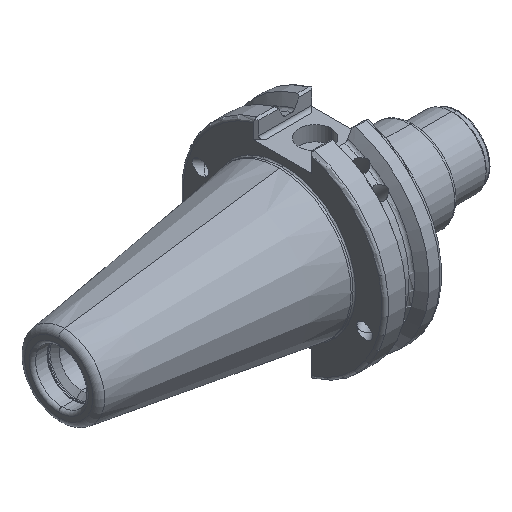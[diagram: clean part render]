
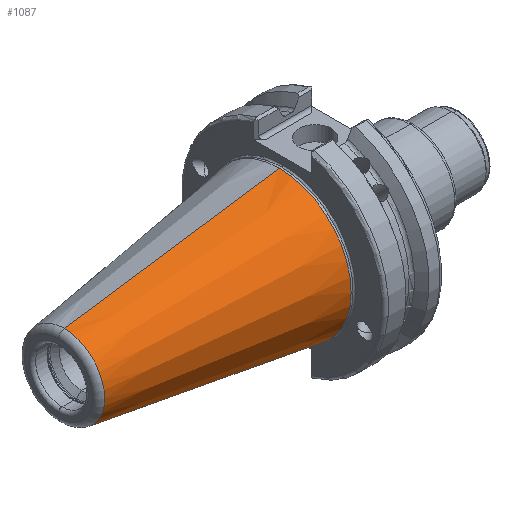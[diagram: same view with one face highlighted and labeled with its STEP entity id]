
A CAD part, isometric view. The second image highlights one B-rep face of the part: STEP entity #1087.
In plain terms, the highlighted conical face has half-angle 8.297 degrees and reference radius 22.225 mm.
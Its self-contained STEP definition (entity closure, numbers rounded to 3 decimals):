
#93 = LINE ( 'NONE', #1374, #3211 ) ;
#386 = DIRECTION ( 'NONE',  ( 0., 0., 1. ) ) ;
#444 = ORIENTED_EDGE ( 'NONE', *, *, #911, .T. ) ;
#659 = CARTESIAN_POINT ( 'NONE',  ( -101.6, 0., 0. ) ) ;
#735 = EDGE_CURVE ( 'NONE', #3516, #3908, #3432, .T. ) ;
#895 = DIRECTION ( 'NONE',  ( 0.99, 0., -0.144 ) ) ;
#900 = CARTESIAN_POINT ( 'NONE',  ( -101.6, 0., 0. ) ) ;
#911 = EDGE_CURVE ( 'NONE', #1387, #4363, #93, .T. ) ;
#918 = ORIENTED_EDGE ( 'NONE', *, *, #3569, .F. ) ;
#1087 = ADVANCED_FACE ( 'NONE', ( #2300 ), #3817, .T. ) ;
#1374 = CARTESIAN_POINT ( 'NONE',  ( -101.6, 0., -22.225 ) ) ;
#1387 = VERTEX_POINT ( 'NONE', #4270 ) ;
#1427 = ORIENTED_EDGE ( 'NONE', *, *, #735, .F. ) ;
#1563 = EDGE_LOOP ( 'NONE', ( #1427, #918, #444, #2162 ) ) ;
#1646 = CARTESIAN_POINT ( 'NONE',  ( -168.139, 0., 0. ) ) ;
#1779 = EDGE_CURVE ( 'NONE', #4363, #3908, #4570, .T. ) ;
#2086 = VECTOR ( 'NONE', #2205, 1000. ) ;
#2103 = DIRECTION ( 'NONE',  ( 0., 0., 1. ) ) ;
#2128 = DIRECTION ( 'NONE',  ( 1., 0., 0. ) ) ;
#2162 = ORIENTED_EDGE ( 'NONE', *, *, #1779, .T. ) ;
#2205 = DIRECTION ( 'NONE',  ( 0.99, 0., 0.144 ) ) ;
#2300 = FACE_OUTER_BOUND ( 'NONE', #1563, .T. ) ;
#2519 = AXIS2_PLACEMENT_3D ( 'NONE', #659, #5791, #386 ) ;
#2929 = CARTESIAN_POINT ( 'NONE',  ( -168.139, 0., 12.522 ) ) ;
#3211 = VECTOR ( 'NONE', #895, 1000. ) ;
#3432 = LINE ( 'NONE', #4966, #2086 ) ;
#3516 = VERTEX_POINT ( 'NONE', #2929 ) ;
#3569 = EDGE_CURVE ( 'NONE', #1387, #3516, #5161, .T. ) ;
#3817 = CONICAL_SURFACE ( 'NONE', #4458, 22.225, 0.145 ) ;
#3908 = VERTEX_POINT ( 'NONE', #5570 ) ;
#4222 = AXIS2_PLACEMENT_3D ( 'NONE', #1646, #4876, #2103 ) ;
#4270 = CARTESIAN_POINT ( 'NONE',  ( -168.139, 0., -12.522 ) ) ;
#4363 = VERTEX_POINT ( 'NONE', #5036 ) ;
#4458 = AXIS2_PLACEMENT_3D ( 'NONE', #900, #2128, #5181 ) ;
#4570 = CIRCLE ( 'NONE', #2519, 22.225 ) ;
#4876 = DIRECTION ( 'NONE',  ( -1., 0., 0. ) ) ;
#4966 = CARTESIAN_POINT ( 'NONE',  ( -101.6, 0., 22.225 ) ) ;
#5036 = CARTESIAN_POINT ( 'NONE',  ( -101.6, 0., -22.225 ) ) ;
#5161 = CIRCLE ( 'NONE', #4222, 12.522 ) ;
#5181 = DIRECTION ( 'NONE',  ( 0., 0., -1. ) ) ;
#5570 = CARTESIAN_POINT ( 'NONE',  ( -101.6, 0., 22.225 ) ) ;
#5791 = DIRECTION ( 'NONE',  ( -1., 0., 0. ) ) ;
